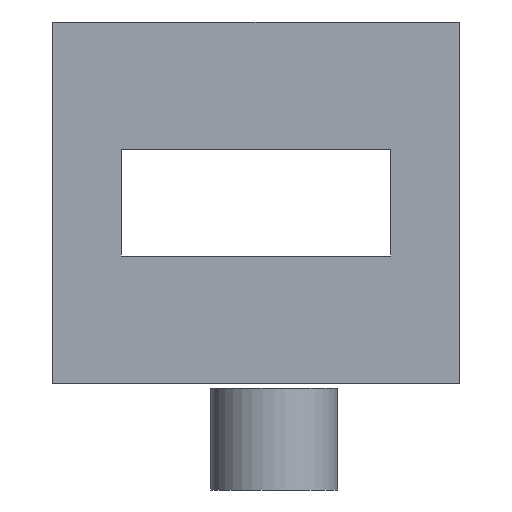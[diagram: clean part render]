
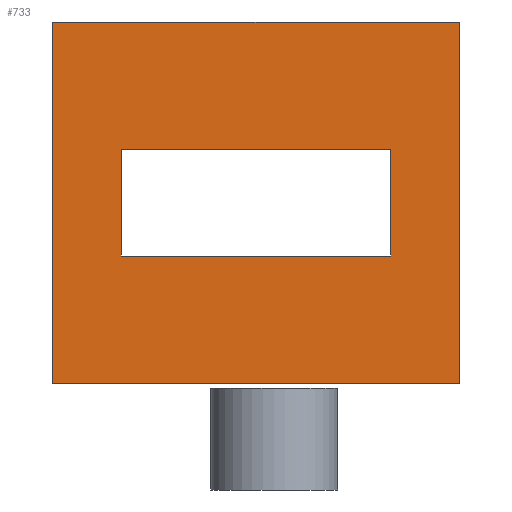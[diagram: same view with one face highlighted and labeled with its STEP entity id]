
A CAD part, front view. The second image highlights one B-rep face of the part: STEP entity #733.
In plain terms, the highlighted planar face has unit normal (0, -1, 0).
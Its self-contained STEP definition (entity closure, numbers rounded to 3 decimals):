
#12 = VERTEX_POINT ( 'NONE', #1001 ) ;
#46 = CARTESIAN_POINT ( 'NONE',  ( 0., -217.376, -1. ) ) ;
#73 = LINE ( 'NONE', #589, #706 ) ;
#111 = DIRECTION ( 'NONE',  ( 0., 0., -1. ) ) ;
#117 = CARTESIAN_POINT ( 'NONE',  ( 11.416, -217.376, -1. ) ) ;
#118 = DIRECTION ( 'NONE',  ( -1., 0., 0. ) ) ;
#136 = VERTEX_POINT ( 'NONE', #1051 ) ;
#147 = DIRECTION ( 'NONE',  ( 1., 0., 0. ) ) ;
#153 = EDGE_CURVE ( 'NONE', #12, #607, #900, .T. ) ;
#165 = EDGE_CURVE ( 'NONE', #757, #364, #814, .T. ) ;
#182 = ORIENTED_EDGE ( 'NONE', *, *, #581, .F. ) ;
#183 = CARTESIAN_POINT ( 'NONE',  ( -68.584, -217.376, -1. ) ) ;
#194 = CARTESIAN_POINT ( 'NONE',  ( -55.084, -217.376, 45. ) ) ;
#221 = VERTEX_POINT ( 'NONE', #117 ) ;
#226 = DIRECTION ( 'NONE',  ( 0., 0., 1. ) ) ;
#234 = CARTESIAN_POINT ( 'NONE',  ( -55.084, -217.376, 24. ) ) ;
#241 = CARTESIAN_POINT ( 'NONE',  ( -2.084, -217.376, 24. ) ) ;
#294 = LINE ( 'NONE', #194, #782 ) ;
#312 = ORIENTED_EDGE ( 'NONE', *, *, #1008, .T. ) ;
#364 = VERTEX_POINT ( 'NONE', #603 ) ;
#377 = FACE_OUTER_BOUND ( 'NONE', #516, .T. ) ;
#385 = VECTOR ( 'NONE', #990, 1000. ) ;
#398 = VERTEX_POINT ( 'NONE', #183 ) ;
#433 = DIRECTION ( 'NONE',  ( 0., 0., 1. ) ) ;
#443 = CARTESIAN_POINT ( 'NONE',  ( -68.584, -217.376, 70. ) ) ;
#454 = ORIENTED_EDGE ( 'NONE', *, *, #153, .F. ) ;
#457 = VECTOR ( 'NONE', #676, 1000. ) ;
#459 = DIRECTION ( 'NONE',  ( 0., -1., 0. ) ) ;
#495 = ORIENTED_EDGE ( 'NONE', *, *, #165, .F. ) ;
#498 = AXIS2_PLACEMENT_3D ( 'NONE', #46, #459, #111 ) ;
#516 = EDGE_LOOP ( 'NONE', ( #808, #495, #182, #312 ) ) ;
#581 = EDGE_CURVE ( 'NONE', #398, #757, #602, .T. ) ;
#589 = CARTESIAN_POINT ( 'NONE',  ( 11.416, -217.376, -1. ) ) ;
#590 = EDGE_LOOP ( 'NONE', ( #454, #922, #758, #954 ) ) ;
#602 = LINE ( 'NONE', #698, #747 ) ;
#603 = CARTESIAN_POINT ( 'NONE',  ( 11.416, -217.376, 70. ) ) ;
#607 = VERTEX_POINT ( 'NONE', #940 ) ;
#641 = PLANE ( 'NONE',  #498 ) ;
#676 = DIRECTION ( 'NONE',  ( 1., 0., 0. ) ) ;
#684 = VECTOR ( 'NONE', #147, 1000. ) ;
#698 = CARTESIAN_POINT ( 'NONE',  ( -68.584, -217.376, -1. ) ) ;
#706 = VECTOR ( 'NONE', #226, 1000. ) ;
#714 = FACE_BOUND ( 'NONE', #590, .T. ) ;
#733 = ADVANCED_FACE ( 'NONE', ( #714, #377 ), #641, .T. ) ;
#739 = VECTOR ( 'NONE', #975, 1000. ) ;
#747 = VECTOR ( 'NONE', #953, 1000. ) ;
#757 = VERTEX_POINT ( 'NONE', #443 ) ;
#758 = ORIENTED_EDGE ( 'NONE', *, *, #1017, .F. ) ;
#761 = CARTESIAN_POINT ( 'NONE',  ( -2.084, -217.376, 45. ) ) ;
#782 = VECTOR ( 'NONE', #118, 1000. ) ;
#787 = LINE ( 'NONE', #241, #935 ) ;
#808 = ORIENTED_EDGE ( 'NONE', *, *, #855, .T. ) ;
#814 = LINE ( 'NONE', #1047, #739 ) ;
#829 = CARTESIAN_POINT ( 'NONE',  ( -55.084, -217.376, 24. ) ) ;
#830 = EDGE_CURVE ( 'NONE', #928, #12, #294, .T. ) ;
#849 = LINE ( 'NONE', #952, #457 ) ;
#855 = EDGE_CURVE ( 'NONE', #221, #364, #73, .T. ) ;
#900 = LINE ( 'NONE', #829, #385 ) ;
#922 = ORIENTED_EDGE ( 'NONE', *, *, #830, .F. ) ;
#928 = VERTEX_POINT ( 'NONE', #761 ) ;
#935 = VECTOR ( 'NONE', #433, 1000. ) ;
#937 = EDGE_CURVE ( 'NONE', #607, #136, #1009, .T. ) ;
#940 = CARTESIAN_POINT ( 'NONE',  ( -55.084, -217.376, 24. ) ) ;
#952 = CARTESIAN_POINT ( 'NONE',  ( 0., -217.376, -1. ) ) ;
#953 = DIRECTION ( 'NONE',  ( 0., 0., 1. ) ) ;
#954 = ORIENTED_EDGE ( 'NONE', *, *, #937, .F. ) ;
#975 = DIRECTION ( 'NONE',  ( 1., 0., 0. ) ) ;
#990 = DIRECTION ( 'NONE',  ( 0., 0., -1. ) ) ;
#1001 = CARTESIAN_POINT ( 'NONE',  ( -55.084, -217.376, 45. ) ) ;
#1008 = EDGE_CURVE ( 'NONE', #398, #221, #849, .T. ) ;
#1009 = LINE ( 'NONE', #234, #684 ) ;
#1017 = EDGE_CURVE ( 'NONE', #136, #928, #787, .T. ) ;
#1047 = CARTESIAN_POINT ( 'NONE',  ( 11.416, -217.376, 70. ) ) ;
#1051 = CARTESIAN_POINT ( 'NONE',  ( -2.084, -217.376, 24. ) ) ;
